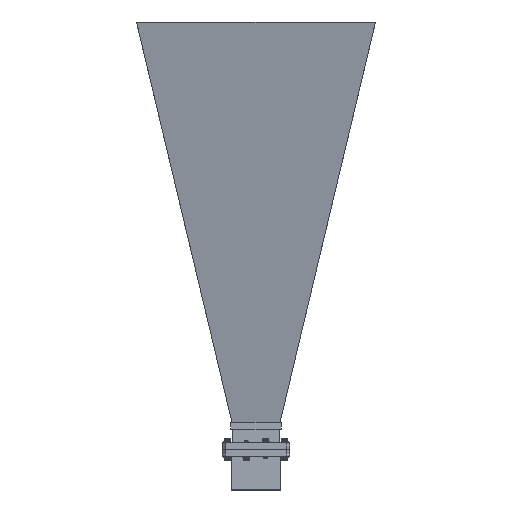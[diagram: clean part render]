
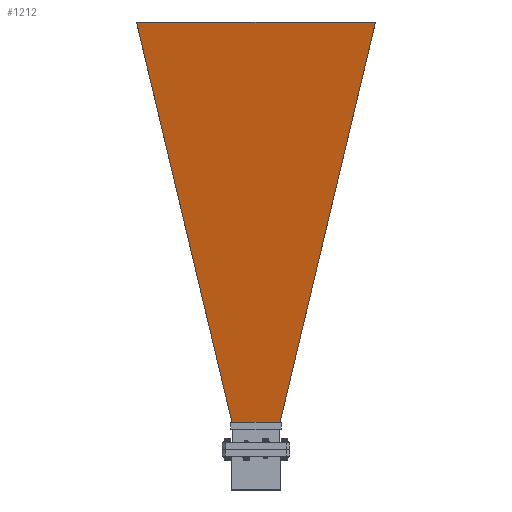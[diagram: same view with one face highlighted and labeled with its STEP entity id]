
A CAD part, front view. The second image highlights one B-rep face of the part: STEP entity #1212.
In plain terms, the highlighted face is planar.
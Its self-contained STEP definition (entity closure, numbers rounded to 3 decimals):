
#178 = LINE ( 'NONE', #7852, #12534 ) ;
#1157 = ORIENTED_EDGE ( 'NONE', *, *, #1970, .T. ) ;
#1212 = ADVANCED_FACE ( 'NONE', ( #9802 ), #10883, .F. ) ;
#1222 = VERTEX_POINT ( 'NONE', #11106 ) ;
#1661 = VERTEX_POINT ( 'NONE', #9857 ) ;
#1970 = EDGE_CURVE ( 'NONE', #11190, #1661, #9884, .T. ) ;
#3184 = DIRECTION ( 'NONE',  ( 0., 0.183, -0.983 ) ) ;
#3610 = CARTESIAN_POINT ( 'NONE',  ( 22.53, 6.35, 11.712 ) ) ;
#4018 = DIRECTION ( 'NONE',  ( -0.228, -0.957, -0.178 ) ) ;
#4087 = CARTESIAN_POINT ( 'NONE',  ( 44.625, 99.018, 28.941 ) ) ;
#4115 = EDGE_CURVE ( 'NONE', #4785, #1222, #6141, .T. ) ;
#4327 = EDGE_LOOP ( 'NONE', ( #1157, #5825, #11387, #13779 ) ) ;
#4785 = VERTEX_POINT ( 'NONE', #3610 ) ;
#5693 = DIRECTION ( 'NONE',  ( 0.228, -0.957, -0.178 ) ) ;
#5825 = ORIENTED_EDGE ( 'NONE', *, *, #13363, .T. ) ;
#6141 = LINE ( 'NONE', #10485, #11627 ) ;
#6689 = DIRECTION ( 'NONE',  ( 0., 0.983, 0.183 ) ) ;
#6935 = DIRECTION ( 'NONE',  ( -1., 0., 0. ) ) ;
#7296 = AXIS2_PLACEMENT_3D ( 'NONE', #12228, #3184, #6689 ) ;
#7852 = CARTESIAN_POINT ( 'NONE',  ( -44.625, 99.018, 28.941 ) ) ;
#8554 = VECTOR ( 'NONE', #4018, 1000. ) ;
#8768 = CARTESIAN_POINT ( 'NONE',  ( 112.139, 382.176, 81.585 ) ) ;
#8938 = DIRECTION ( 'NONE',  ( -1., 0., 0. ) ) ;
#9114 = VECTOR ( 'NONE', #8938, 1000. ) ;
#9802 = FACE_OUTER_BOUND ( 'NONE', #4327, .T. ) ;
#9857 = CARTESIAN_POINT ( 'NONE',  ( -112.139, 382.176, 81.585 ) ) ;
#9884 = LINE ( 'NONE', #14339, #9114 ) ;
#10485 = CARTESIAN_POINT ( 'NONE',  ( 46.119, 6.35, 11.712 ) ) ;
#10883 = PLANE ( 'NONE',  #7296 ) ;
#11106 = CARTESIAN_POINT ( 'NONE',  ( -22.53, 6.35, 11.712 ) ) ;
#11190 = VERTEX_POINT ( 'NONE', #8768 ) ;
#11387 = ORIENTED_EDGE ( 'NONE', *, *, #4115, .F. ) ;
#11401 = EDGE_CURVE ( 'NONE', #11190, #4785, #14070, .T. ) ;
#11627 = VECTOR ( 'NONE', #6935, 1000. ) ;
#12228 = CARTESIAN_POINT ( 'NONE',  ( 457.736, 3.81, 11.24 ) ) ;
#12534 = VECTOR ( 'NONE', #5693, 1000. ) ;
#13363 = EDGE_CURVE ( 'NONE', #1661, #1222, #178, .T. ) ;
#13779 = ORIENTED_EDGE ( 'NONE', *, *, #11401, .F. ) ;
#14070 = LINE ( 'NONE', #4087, #8554 ) ;
#14339 = CARTESIAN_POINT ( 'NONE',  ( 457.736, 382.176, 81.585 ) ) ;
